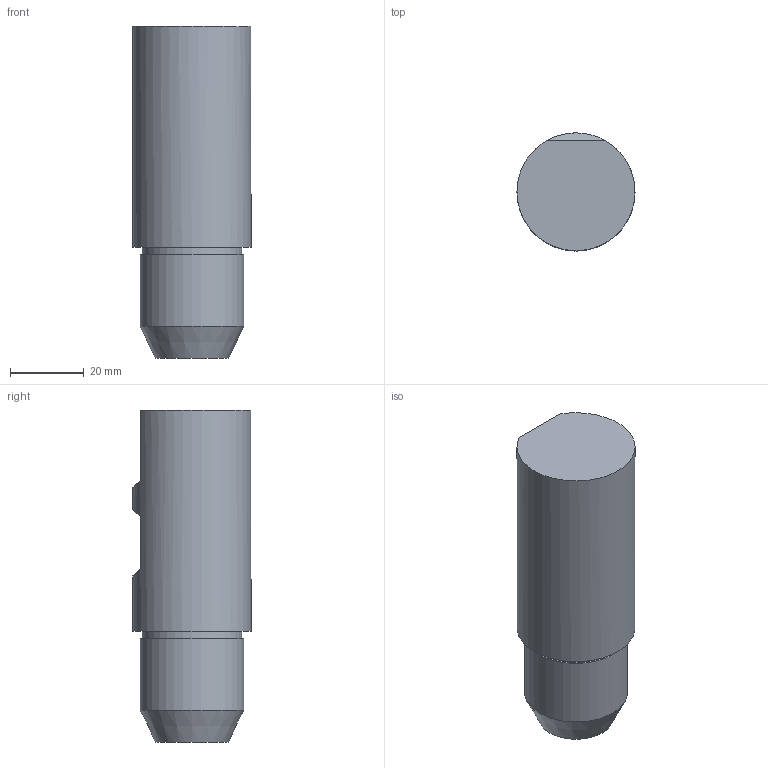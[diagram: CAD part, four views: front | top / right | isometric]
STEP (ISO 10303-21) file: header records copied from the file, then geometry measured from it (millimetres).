
FILE_DESCRIPTION(/* description */ (''),/* implementation_level */ '2;1');
FILE_NAME(/* name */ 'AW.32-RED.W.08.030.stp',/* time_stamp */ '2024-10-01T13:48:53+02:00',/* author */ (''),/* organization */ (''),/* preprocessor_version */ 'ST-DEVELOPER v16.7',/* originating_system */ 'SIEMENS PLM Software NX 12.0',/* authorisation */ '');
FILE_SCHEMA (('AUTOMOTIVE_DESIGN { 1 0 10303 214 3 1 1 1 }'));
Length unit declared in the file: millimetre
Products named in the file (1): pf664020C5B5gwru
Bounding box: 32 x 32 x 90 mm (x, y, z)
Volume: 64534.5 mm3; surface area: 9997.9 mm2
Topology: 1 solids, 1 shells, 13 faces, 24 edges, 16 vertices
Faces by surface type: plane 9, cylinder 3, cone 1
Full cylindrical faces by diameter (mm): 27 x1, 28 x1, 32 x1
Entity records: 353 total; most frequent: DIRECTION 62, CARTESIAN_POINT 49, ORIENTED_EDGE 36, AXIS2_PLACEMENT_3D 27, EDGE_LOOP 20, EDGE_CURVE 18, VERTEX_POINT 14, ADVANCED_FACE 13
